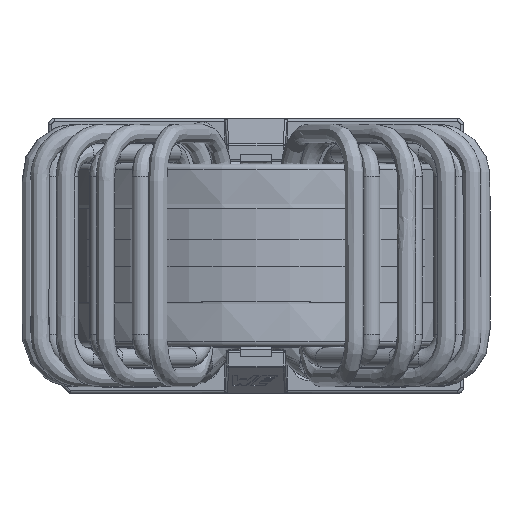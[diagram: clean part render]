
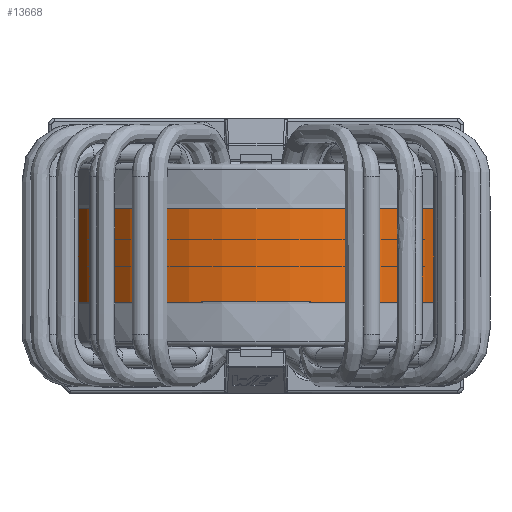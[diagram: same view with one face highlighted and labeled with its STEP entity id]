
A CAD part, top view. The second image highlights one B-rep face of the part: STEP entity #13668.
In plain terms, the highlighted cylindrical face has radius 18.85 mm (diameter 37.7 mm), a full revolution.
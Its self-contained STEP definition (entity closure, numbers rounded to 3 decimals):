
#566=CYLINDRICAL_SURFACE('',#16915,18.85);
#1105=CIRCLE('',#16916,18.85);
#1106=CIRCLE('',#16917,18.85);
#4828=ORIENTED_EDGE('',*,*,#6680,.T.);
#4829=ORIENTED_EDGE('',*,*,#6681,.F.);
#6680=EDGE_CURVE('',#7963,#7963,#1105,.T.);
#6681=EDGE_CURVE('',#7964,#7964,#1106,.T.);
#7963=VERTEX_POINT('',#59044);
#7964=VERTEX_POINT('',#59046);
#11356=EDGE_LOOP('',(#4828));
#11357=EDGE_LOOP('',(#4829));
#12429=FACE_BOUND('',#11356,.T.);
#12430=FACE_BOUND('',#11357,.T.);
#13668=ADVANCED_FACE('',(#12429,#12430),#566,.T.);
#16915=AXIS2_PLACEMENT_3D('',#59042,#20567,#20568);
#16916=AXIS2_PLACEMENT_3D('',#59043,#20569,#20570);
#16917=AXIS2_PLACEMENT_3D('',#59045,#20571,#20572);
#20567=DIRECTION('',(0.,1.,0.));
#20568=DIRECTION('',(0.,0.,1.));
#20569=DIRECTION('',(0.,1.,0.));
#20570=DIRECTION('',(1.,0.,0.));
#20571=DIRECTION('',(0.,1.,0.));
#20572=DIRECTION('',(1.,0.,0.));
#59042=CARTESIAN_POINT('',(0.,-4.5,0.));
#59043=CARTESIAN_POINT('',(0.,-4.5,0.));
#59044=CARTESIAN_POINT('',(18.85,-4.5,0.));
#59045=CARTESIAN_POINT('',(0.,4.5,0.));
#59046=CARTESIAN_POINT('',(18.85,4.5,0.));
